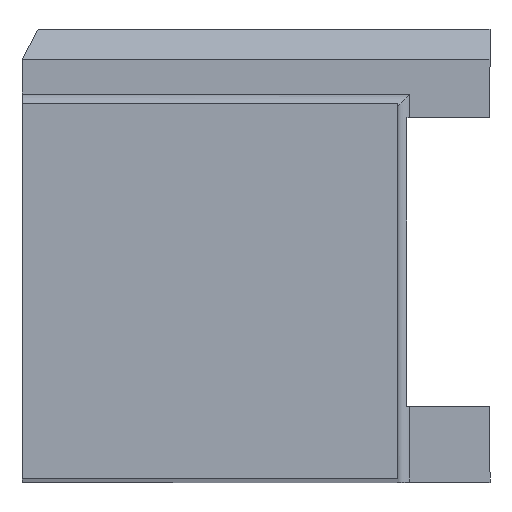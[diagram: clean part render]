
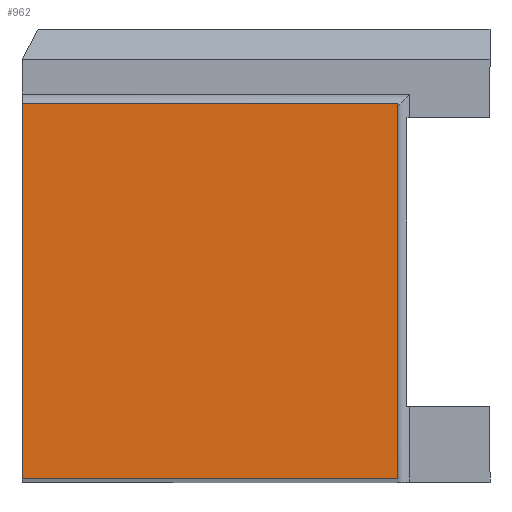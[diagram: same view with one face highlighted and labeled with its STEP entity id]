
A CAD part, top view. The second image highlights one B-rep face of the part: STEP entity #962.
In plain terms, the highlighted planar face has unit normal (0, 0, 1).
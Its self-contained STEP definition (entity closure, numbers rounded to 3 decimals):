
#9 = EDGE_CURVE ( 'NONE', #855, #849, #480, .T. ) ;
#42 = FACE_OUTER_BOUND ( 'NONE', #660, .T. ) ;
#67 = DIRECTION ( 'NONE',  ( 1., 0., 0. ) ) ;
#68 = DIRECTION ( 'NONE',  ( 0., 0., 1. ) ) ;
#71 = PLANE ( 'NONE',  #835 ) ;
#86 = CARTESIAN_POINT ( 'NONE',  ( 0., 0., 0. ) ) ;
#156 = VECTOR ( 'NONE', #365, 1000. ) ;
#188 = LINE ( 'NONE', #371, #156 ) ;
#207 = EDGE_CURVE ( 'NONE', #768, #750, #424, .T. ) ;
#232 = CARTESIAN_POINT ( 'NONE',  ( 24.9, 0., 0. ) ) ;
#237 = DIRECTION ( 'NONE',  ( 0., -1., 0. ) ) ;
#250 = CARTESIAN_POINT ( 'NONE',  ( 0., 24.9, 0. ) ) ;
#253 = LINE ( 'NONE', #590, #259 ) ;
#259 = VECTOR ( 'NONE', #639, 1000. ) ;
#261 = CARTESIAN_POINT ( 'NONE',  ( 24.9, 24.9, 0. ) ) ;
#365 = DIRECTION ( 'NONE',  ( 1., 0., 0. ) ) ;
#367 = CARTESIAN_POINT ( 'NONE',  ( 0., 0., 0. ) ) ;
#371 = CARTESIAN_POINT ( 'NONE',  ( 0., 0., 0. ) ) ;
#375 = CARTESIAN_POINT ( 'NONE',  ( 0., 24.9, 0. ) ) ;
#415 = VECTOR ( 'NONE', #237, 1000. ) ;
#424 = LINE ( 'NONE', #250, #415 ) ;
#479 = VECTOR ( 'NONE', #806, 1000. ) ;
#480 = LINE ( 'NONE', #797, #479 ) ;
#533 = EDGE_CURVE ( 'NONE', #849, #768, #253, .T. ) ;
#590 = CARTESIAN_POINT ( 'NONE',  ( 24.9, 24.9, 0. ) ) ;
#639 = DIRECTION ( 'NONE',  ( -1., 0., 0. ) ) ;
#660 = EDGE_LOOP ( 'NONE', ( #830, #695, #939, #850 ) ) ;
#695 = ORIENTED_EDGE ( 'NONE', *, *, #760, .T. ) ;
#750 = VERTEX_POINT ( 'NONE', #367 ) ;
#760 = EDGE_CURVE ( 'NONE', #750, #855, #188, .T. ) ;
#768 = VERTEX_POINT ( 'NONE', #375 ) ;
#797 = CARTESIAN_POINT ( 'NONE',  ( 24.9, 0., 0. ) ) ;
#806 = DIRECTION ( 'NONE',  ( 0., 1., 0. ) ) ;
#830 = ORIENTED_EDGE ( 'NONE', *, *, #207, .T. ) ;
#835 = AXIS2_PLACEMENT_3D ( 'NONE', #86, #68, #67 ) ;
#849 = VERTEX_POINT ( 'NONE', #261 ) ;
#850 = ORIENTED_EDGE ( 'NONE', *, *, #533, .T. ) ;
#855 = VERTEX_POINT ( 'NONE', #232 ) ;
#939 = ORIENTED_EDGE ( 'NONE', *, *, #9, .T. ) ;
#962 = ADVANCED_FACE ( 'NONE', ( #42 ), #71, .T. ) ;
